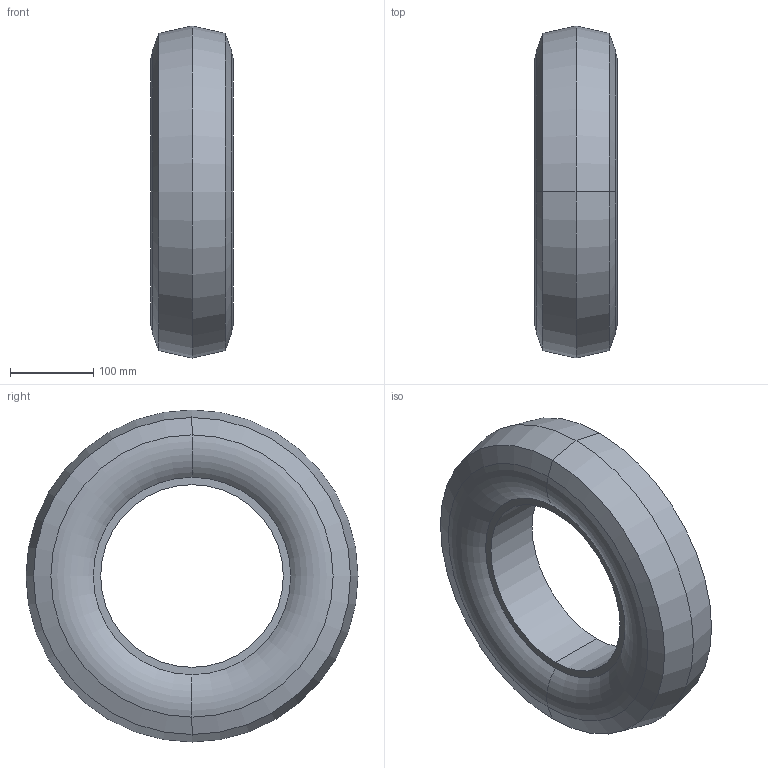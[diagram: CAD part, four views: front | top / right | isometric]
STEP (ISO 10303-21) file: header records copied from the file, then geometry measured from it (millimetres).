
FILE_DESCRIPTION (( 'STEP AP214' ), '1' );
FILE_NAME ('0015790_D2-400-100-DUMMY.step', '2018-11-19T10:33:37', ( '' ), ( '' ), 'SwSTEP 2.0', 'SolidWorks 2018', '' );
FILE_SCHEMA (( 'AUTOMOTIVE_DESIGN' ));
Length unit declared in the file: millimetre
Products named in the file (1): 0015790_D2-400-100-DUMMY
Bounding box: 99.84 x 400 x 400 mm (x, y, z)
Volume: 1750999.2 mm3; surface area: 583628.8 mm2
Topology: 1 solids, 2 shells, 32 faces, 64 edges, 36 vertices
Faces by surface type: cone 16, torus 8, cylinder 4, plane 4
Entity records: 872 total; most frequent: DIRECTION 174, CARTESIAN_POINT 133, ORIENTED_EDGE 128, AXIS2_PLACEMENT_3D 77, EDGE_CURVE 64, CIRCLE 44, VERTEX_POINT 36, EDGE_LOOP 36
